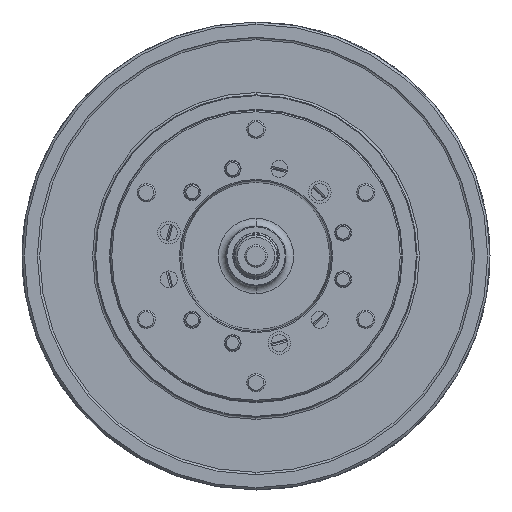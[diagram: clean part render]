
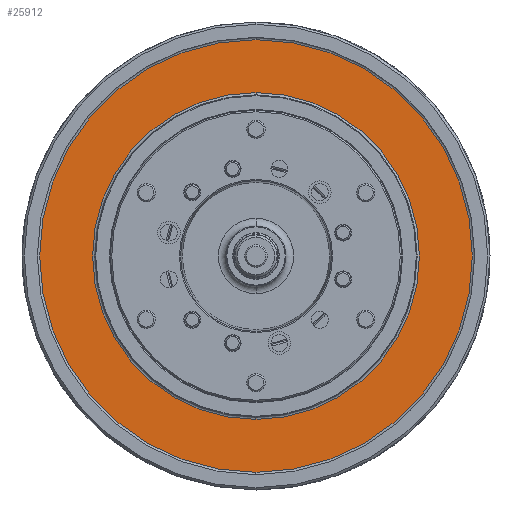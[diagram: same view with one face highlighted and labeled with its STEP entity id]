
A CAD part, left-side view. The second image highlights one B-rep face of the part: STEP entity #25912.
In plain terms, the highlighted planar face has unit normal (-1, 0, 0).
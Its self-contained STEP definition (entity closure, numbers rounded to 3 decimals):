
#680 = DIRECTION ( 'NONE',  ( -1., 0., 0. ) ) ;
#1545 = ORIENTED_EDGE ( 'NONE', *, *, #7303, .T. ) ;
#1833 = ORIENTED_EDGE ( 'NONE', *, *, #9903, .T. ) ;
#1854 = DIRECTION ( 'NONE',  ( 0., 0., 1. ) ) ;
#2730 = CIRCLE ( 'NONE', #38986, 213. ) ;
#5377 = DIRECTION ( 'NONE',  ( 0., 0., 1. ) ) ;
#6805 = PLANE ( 'NONE',  #35185 ) ;
#7303 = EDGE_CURVE ( 'NONE', #50553, #44096, #2730, .T. ) ;
#9903 = EDGE_CURVE ( 'NONE', #54821, #35698, #20495, .T. ) ;
#11972 = DIRECTION ( 'NONE',  ( 1., 0., 0. ) ) ;
#20495 = CIRCLE ( 'NONE', #56527, 282. ) ;
#20678 = DIRECTION ( 'NONE',  ( 0., 0., 1. ) ) ;
#22280 = CARTESIAN_POINT ( 'NONE',  ( -110., 0., 0. ) ) ;
#25912 = ADVANCED_FACE ( 'NONE', ( #31453, #51104 ), #6805, .T. ) ;
#26634 = CARTESIAN_POINT ( 'NONE',  ( -110., 285., 0. ) ) ;
#29254 = ORIENTED_EDGE ( 'NONE', *, *, #47656, .T. ) ;
#29750 = AXIS2_PLACEMENT_3D ( 'NONE', #30055, #49714, #5377 ) ;
#30055 = CARTESIAN_POINT ( 'NONE',  ( -110., 0., 0. ) ) ;
#30771 = CARTESIAN_POINT ( 'NONE',  ( -110., 0., -282. ) ) ;
#31453 = FACE_BOUND ( 'NONE', #36493, .T. ) ;
#31626 = DIRECTION ( 'NONE',  ( 0., 0., 1. ) ) ;
#35185 = AXIS2_PLACEMENT_3D ( 'NONE', #26634, #46273, #1854 ) ;
#35698 = VERTEX_POINT ( 'NONE', #48247 ) ;
#36493 = EDGE_LOOP ( 'NONE', ( #1545, #52979 ) ) ;
#38986 = AXIS2_PLACEMENT_3D ( 'NONE', #41276, #11972, #31626 ) ;
#39586 = AXIS2_PLACEMENT_3D ( 'NONE', #22280, #41888, #61584 ) ;
#41276 = CARTESIAN_POINT ( 'NONE',  ( -110., 0., 0. ) ) ;
#41888 = DIRECTION ( 'NONE',  ( -1., 0., 0. ) ) ;
#43764 = EDGE_CURVE ( 'NONE', #44096, #50553, #57574, .T. ) ;
#44096 = VERTEX_POINT ( 'NONE', #48381 ) ;
#45133 = CARTESIAN_POINT ( 'NONE',  ( -110., 0., 0. ) ) ;
#46165 = EDGE_LOOP ( 'NONE', ( #29254, #1833 ) ) ;
#46273 = DIRECTION ( 'NONE',  ( -1., 0., 0. ) ) ;
#47656 = EDGE_CURVE ( 'NONE', #35698, #54821, #59175, .T. ) ;
#48247 = CARTESIAN_POINT ( 'NONE',  ( -110., 0., 282. ) ) ;
#48381 = CARTESIAN_POINT ( 'NONE',  ( -110., 0., -213. ) ) ;
#49714 = DIRECTION ( 'NONE',  ( 1., 0., 0. ) ) ;
#50553 = VERTEX_POINT ( 'NONE', #53809 ) ;
#51104 = FACE_OUTER_BOUND ( 'NONE', #46165, .T. ) ;
#52979 = ORIENTED_EDGE ( 'NONE', *, *, #43764, .T. ) ;
#53809 = CARTESIAN_POINT ( 'NONE',  ( -110., 0., 213. ) ) ;
#54821 = VERTEX_POINT ( 'NONE', #30771 ) ;
#56527 = AXIS2_PLACEMENT_3D ( 'NONE', #45133, #680, #20678 ) ;
#57574 = CIRCLE ( 'NONE', #29750, 213. ) ;
#59175 = CIRCLE ( 'NONE', #39586, 282. ) ;
#61584 = DIRECTION ( 'NONE',  ( 0., 0., 1. ) ) ;
